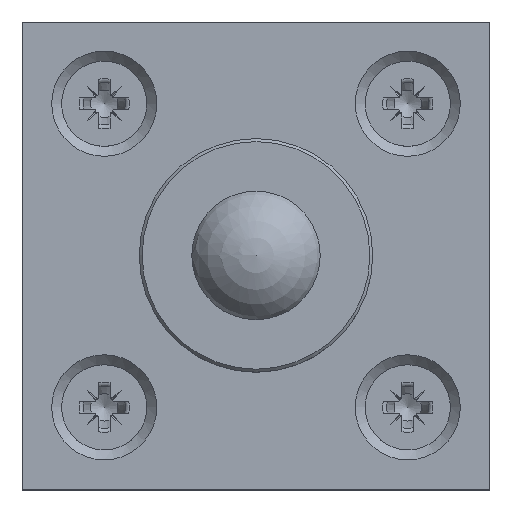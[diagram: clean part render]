
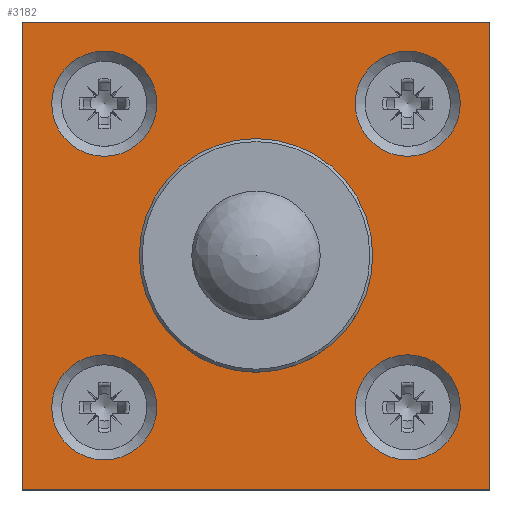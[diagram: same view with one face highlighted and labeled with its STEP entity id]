
A CAD part, top view. The second image highlights one B-rep face of the part: STEP entity #3182.
In plain terms, the highlighted planar face has unit normal (0, 0, 1).
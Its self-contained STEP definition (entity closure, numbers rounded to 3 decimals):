
#270=FACE_BOUND('',#663,.T.);
#271=FACE_BOUND('',#664,.T.);
#272=FACE_BOUND('',#665,.T.);
#273=FACE_BOUND('',#666,.T.);
#274=FACE_BOUND('',#667,.T.);
#301=PLANE('',#3492);
#448=FACE_OUTER_BOUND('',#662,.T.);
#662=EDGE_LOOP('',(#2280,#2281,#2282,#2283));
#663=EDGE_LOOP('',(#2284));
#664=EDGE_LOOP('',(#2285));
#665=EDGE_LOOP('',(#2286));
#666=EDGE_LOOP('',(#2287));
#667=EDGE_LOOP('',(#2288));
#881=LINE('',#4946,#1075);
#882=LINE('',#4948,#1076);
#883=LINE('',#4950,#1077);
#884=LINE('',#4951,#1078);
#1075=VECTOR('',#3984,10.);
#1076=VECTOR('',#3985,10.);
#1077=VECTOR('',#3986,10.);
#1078=VECTOR('',#3987,10.);
#1256=CIRCLE('',#3490,4.5);
#1258=CIRCLE('',#3493,4.5);
#1259=CIRCLE('',#3494,4.5);
#1260=CIRCLE('',#3495,10.);
#1261=CIRCLE('',#3496,4.5);
#1412=VERTEX_POINT('',#4938);
#1414=VERTEX_POINT('',#4944);
#1415=VERTEX_POINT('',#4945);
#1416=VERTEX_POINT('',#4947);
#1417=VERTEX_POINT('',#4949);
#1418=VERTEX_POINT('',#4952);
#1419=VERTEX_POINT('',#4954);
#1420=VERTEX_POINT('',#4956);
#1421=VERTEX_POINT('',#4958);
#1738=EDGE_CURVE('',#1412,#1412,#1256,.T.);
#1741=EDGE_CURVE('',#1414,#1415,#881,.T.);
#1742=EDGE_CURVE('',#1415,#1416,#882,.T.);
#1743=EDGE_CURVE('',#1416,#1417,#883,.T.);
#1744=EDGE_CURVE('',#1417,#1414,#884,.T.);
#1745=EDGE_CURVE('',#1418,#1418,#1258,.T.);
#1746=EDGE_CURVE('',#1419,#1419,#1259,.T.);
#1747=EDGE_CURVE('',#1420,#1420,#1260,.T.);
#1748=EDGE_CURVE('',#1421,#1421,#1261,.T.);
#2280=ORIENTED_EDGE('',*,*,#1741,.T.);
#2281=ORIENTED_EDGE('',*,*,#1742,.T.);
#2282=ORIENTED_EDGE('',*,*,#1743,.T.);
#2283=ORIENTED_EDGE('',*,*,#1744,.T.);
#2284=ORIENTED_EDGE('',*,*,#1745,.F.);
#2285=ORIENTED_EDGE('',*,*,#1746,.F.);
#2286=ORIENTED_EDGE('',*,*,#1747,.T.);
#2287=ORIENTED_EDGE('',*,*,#1748,.F.);
#2288=ORIENTED_EDGE('',*,*,#1738,.F.);
#3182=ADVANCED_FACE('',(#448,#270,#271,#272,#273,#274),#301,.T.);
#3490=AXIS2_PLACEMENT_3D('',#4939,#3977,#3978);
#3492=AXIS2_PLACEMENT_3D('',#4943,#3982,#3983);
#3493=AXIS2_PLACEMENT_3D('',#4953,#3988,#3989);
#3494=AXIS2_PLACEMENT_3D('',#4955,#3990,#3991);
#3495=AXIS2_PLACEMENT_3D('',#4957,#3992,#3993);
#3496=AXIS2_PLACEMENT_3D('',#4959,#3994,#3995);
#3977=DIRECTION('center_axis',(0.,0.,1.));
#3978=DIRECTION('ref_axis',(1.,0.,0.));
#3982=DIRECTION('center_axis',(0.,0.,1.));
#3983=DIRECTION('ref_axis',(1.,0.,0.));
#3984=DIRECTION('',(0.,1.,0.));
#3985=DIRECTION('',(-1.,0.,0.));
#3986=DIRECTION('',(0.,-1.,0.));
#3987=DIRECTION('',(1.,0.,0.));
#3988=DIRECTION('center_axis',(0.,0.,1.));
#3989=DIRECTION('ref_axis',(1.,0.,0.));
#3990=DIRECTION('center_axis',(0.,0.,1.));
#3991=DIRECTION('ref_axis',(1.,0.,0.));
#3992=DIRECTION('center_axis',(0.,0.,-1.));
#3993=DIRECTION('ref_axis',(1.,0.,0.));
#3994=DIRECTION('center_axis',(0.,0.,1.));
#3995=DIRECTION('ref_axis',(1.,0.,0.));
#4938=CARTESIAN_POINT('',(8.5,13.,9.));
#4939=CARTESIAN_POINT('Origin',(13.,13.,9.));
#4943=CARTESIAN_POINT('Origin',(0.,0.,9.));
#4944=CARTESIAN_POINT('',(20.,-20.,9.));
#4945=CARTESIAN_POINT('',(20.,20.,9.));
#4946=CARTESIAN_POINT('',(20.,-20.,9.));
#4947=CARTESIAN_POINT('',(-20.,20.,9.));
#4948=CARTESIAN_POINT('',(20.,20.,9.));
#4949=CARTESIAN_POINT('',(-20.,-20.,9.));
#4950=CARTESIAN_POINT('',(-20.,20.,9.));
#4951=CARTESIAN_POINT('',(-20.,-20.,9.));
#4952=CARTESIAN_POINT('',(8.5,-13.,9.));
#4953=CARTESIAN_POINT('Origin',(13.,-13.,9.));
#4954=CARTESIAN_POINT('',(-17.5,13.,9.));
#4955=CARTESIAN_POINT('Origin',(-13.,13.,9.));
#4956=CARTESIAN_POINT('',(-10.,0.,9.));
#4957=CARTESIAN_POINT('Origin',(0.,0.,9.));
#4958=CARTESIAN_POINT('',(-17.5,-13.,9.));
#4959=CARTESIAN_POINT('Origin',(-13.,-13.,9.));
